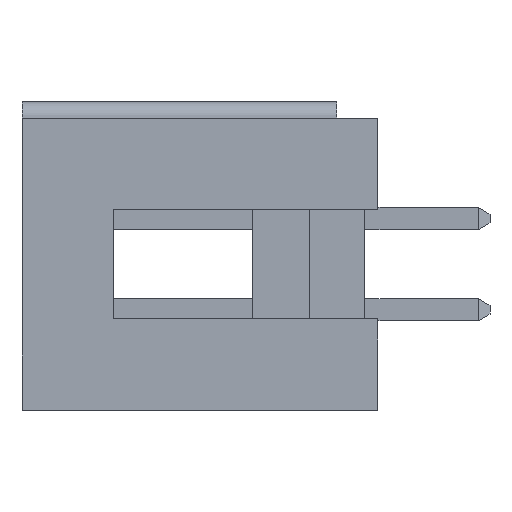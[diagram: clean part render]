
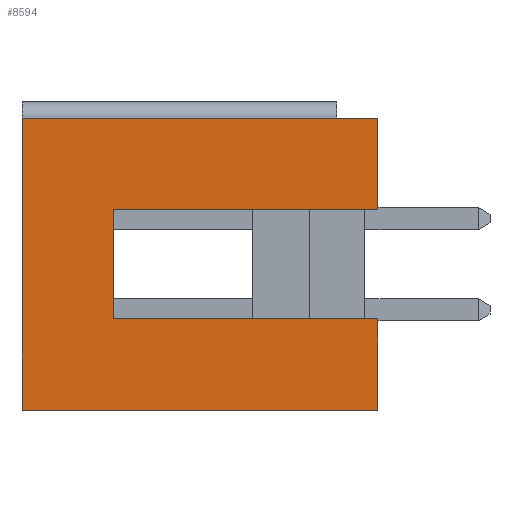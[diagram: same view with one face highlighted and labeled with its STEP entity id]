
A CAD part, left-side view. The second image highlights one B-rep face of the part: STEP entity #8594.
In plain terms, the highlighted planar face has unit normal (-1, 0, 0).
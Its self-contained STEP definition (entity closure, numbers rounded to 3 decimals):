
#417 = ORIENTED_EDGE ( 'NONE', *, *, #3664, .F. ) ;
#424 = LINE ( 'NONE', #8983, #3702 ) ;
#595 = CARTESIAN_POINT ( 'NONE',  ( -12.548, 7.366, 1.524 ) ) ;
#647 = VERTEX_POINT ( 'NONE', #9376 ) ;
#963 = CARTESIAN_POINT ( 'NONE',  ( -12.548, 0., 1.524 ) ) ;
#1184 = DIRECTION ( 'NONE',  ( 1., 0., 0. ) ) ;
#1534 = ORIENTED_EDGE ( 'NONE', *, *, #9200, .T. ) ;
#1568 = LINE ( 'NONE', #11330, #3687 ) ;
#1664 = DIRECTION ( 'NONE',  ( 0., 0., -1. ) ) ;
#1681 = VECTOR ( 'NONE', #1664, 1000. ) ;
#1985 = DIRECTION ( 'NONE',  ( 0., 0., 1. ) ) ;
#2159 = DIRECTION ( 'NONE',  ( 0., 0., 1. ) ) ;
#2252 = PLANE ( 'NONE',  #5398 ) ;
#2349 = EDGE_CURVE ( 'NONE', #9732, #11269, #12828, .T. ) ;
#2420 = ORIENTED_EDGE ( 'NONE', *, *, #11406, .T. ) ;
#2520 = DIRECTION ( 'NONE',  ( 0., 1., 0. ) ) ;
#2839 = VERTEX_POINT ( 'NONE', #2880 ) ;
#2880 = CARTESIAN_POINT ( 'NONE',  ( -12.548, 0., -4.064 ) ) ;
#3105 = ORIENTED_EDGE ( 'NONE', *, *, #10841, .F. ) ;
#3126 = CARTESIAN_POINT ( 'NONE',  ( -12.548, 9.906, -4.064 ) ) ;
#3664 = EDGE_CURVE ( 'NONE', #10296, #647, #13087, .T. ) ;
#3671 = DIRECTION ( 'NONE',  ( 0., -1., 0. ) ) ;
#3687 = VECTOR ( 'NONE', #1985, 1000. ) ;
#3702 = VECTOR ( 'NONE', #7936, 1000. ) ;
#3721 = VERTEX_POINT ( 'NONE', #3855 ) ;
#3855 = CARTESIAN_POINT ( 'NONE',  ( -12.548, 7.366, -1.524 ) ) ;
#4527 = ORIENTED_EDGE ( 'NONE', *, *, #13519, .F. ) ;
#4924 = EDGE_CURVE ( 'NONE', #9732, #2839, #8137, .T. ) ;
#5398 = AXIS2_PLACEMENT_3D ( 'NONE', #12658, #1184, #12750 ) ;
#5678 = ORIENTED_EDGE ( 'NONE', *, *, #4924, .T. ) ;
#6044 = FACE_OUTER_BOUND ( 'NONE', #10201, .T. ) ;
#6589 = VECTOR ( 'NONE', #11276, 1000. ) ;
#7267 = LINE ( 'NONE', #595, #1681 ) ;
#7445 = CARTESIAN_POINT ( 'NONE',  ( -12.548, 9.906, -4.064 ) ) ;
#7636 = VECTOR ( 'NONE', #3671, 1000. ) ;
#7839 = VECTOR ( 'NONE', #10516, 1000. ) ;
#7936 = DIRECTION ( 'NONE',  ( 0., -1., 0. ) ) ;
#7950 = VECTOR ( 'NONE', #2159, 1000. ) ;
#8137 = LINE ( 'NONE', #13208, #7636 ) ;
#8439 = CARTESIAN_POINT ( 'NONE',  ( -12.548, 0., -4.064 ) ) ;
#8521 = VERTEX_POINT ( 'NONE', #12486 ) ;
#8545 = ORIENTED_EDGE ( 'NONE', *, *, #12259, .T. ) ;
#8566 = ORIENTED_EDGE ( 'NONE', *, *, #2349, .F. ) ;
#8594 = ADVANCED_FACE ( 'NONE', ( #6044 ), #2252, .F. ) ;
#8983 = CARTESIAN_POINT ( 'NONE',  ( -12.548, 9.906, 4.064 ) ) ;
#9140 = VERTEX_POINT ( 'NONE', #12256 ) ;
#9200 = EDGE_CURVE ( 'NONE', #10296, #8521, #11592, .T. ) ;
#9376 = CARTESIAN_POINT ( 'NONE',  ( -12.548, 7.366, 1.524 ) ) ;
#9732 = VERTEX_POINT ( 'NONE', #7445 ) ;
#10201 = EDGE_LOOP ( 'NONE', ( #4527, #417, #1534, #3105, #8566, #5678, #8545, #2420 ) ) ;
#10245 = VECTOR ( 'NONE', #2520, 1000. ) ;
#10296 = VERTEX_POINT ( 'NONE', #963 ) ;
#10516 = DIRECTION ( 'NONE',  ( 0., 0., 1. ) ) ;
#10757 = CARTESIAN_POINT ( 'NONE',  ( -12.548, 9.906, 4.064 ) ) ;
#10841 = EDGE_CURVE ( 'NONE', #11269, #8521, #424, .T. ) ;
#11076 = LINE ( 'NONE', #13006, #10245 ) ;
#11269 = VERTEX_POINT ( 'NONE', #10757 ) ;
#11276 = DIRECTION ( 'NONE',  ( 0., 1., 0. ) ) ;
#11330 = CARTESIAN_POINT ( 'NONE',  ( -12.548, 0., -4.064 ) ) ;
#11406 = EDGE_CURVE ( 'NONE', #9140, #3721, #11076, .T. ) ;
#11592 = LINE ( 'NONE', #8439, #7839 ) ;
#12228 = CARTESIAN_POINT ( 'NONE',  ( -12.548, 7.366, 1.524 ) ) ;
#12256 = CARTESIAN_POINT ( 'NONE',  ( -12.548, 0., -1.524 ) ) ;
#12259 = EDGE_CURVE ( 'NONE', #2839, #9140, #1568, .T. ) ;
#12486 = CARTESIAN_POINT ( 'NONE',  ( -12.548, 0., 4.064 ) ) ;
#12658 = CARTESIAN_POINT ( 'NONE',  ( -12.548, 9.906, -4.064 ) ) ;
#12750 = DIRECTION ( 'NONE',  ( 0., 0., -1. ) ) ;
#12828 = LINE ( 'NONE', #3126, #7950 ) ;
#13006 = CARTESIAN_POINT ( 'NONE',  ( -12.548, 7.366, -1.524 ) ) ;
#13087 = LINE ( 'NONE', #12228, #6589 ) ;
#13208 = CARTESIAN_POINT ( 'NONE',  ( -12.548, 9.906, -4.064 ) ) ;
#13519 = EDGE_CURVE ( 'NONE', #647, #3721, #7267, .T. ) ;
